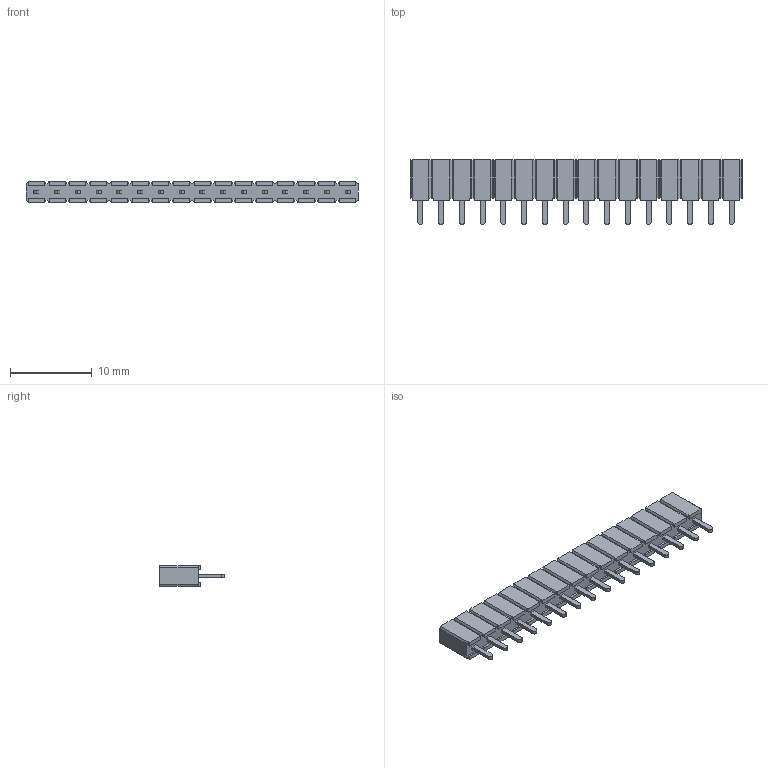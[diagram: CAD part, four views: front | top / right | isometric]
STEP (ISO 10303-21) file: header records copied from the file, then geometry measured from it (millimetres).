
FILE_DESCRIPTION (( 'STEP AP214' ), '1' );
FILE_NAME ('BG095-16-G-N-D.STEP', '2012-07-04T12:58:54', ( 'Master' ), ( '' ), 'SwSTEP 2.0', 'SolidWorks 2010', '' );
FILE_SCHEMA (( 'AUTOMOTIVE_DESIGN' ));
Length unit declared in the file: millimetre
Products named in the file (1): BG095-16-G-N-D
Bounding box: 40.64 x 7.92 x 2.54 mm (x, y, z)
Volume: 447.8 mm3; surface area: 975.3 mm2
Topology: 1 solids, 1 shells, 502 faces, 1340 edges, 872 vertices
Faces by surface type: plane 470, cylinder 32
Entity records: 19776 total; most frequent: CARTESIAN_POINT 2715, ORIENTED_EDGE 2680, DIRECTION 2410, EDGE_CURVE 1340, VECTOR 1276, LINE 1276, VERTEX_POINT 872, AXIS2_PLACEMENT_3D 567
